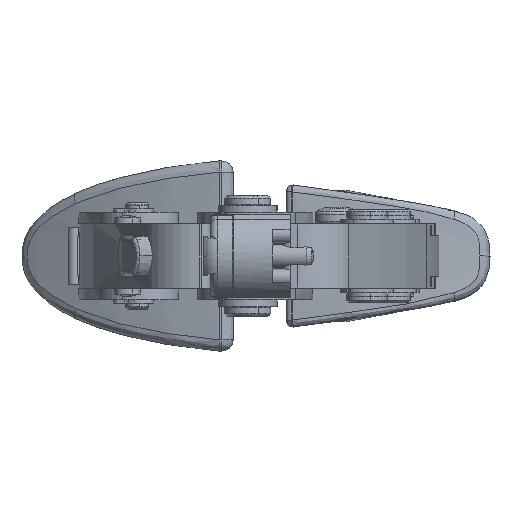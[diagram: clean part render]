
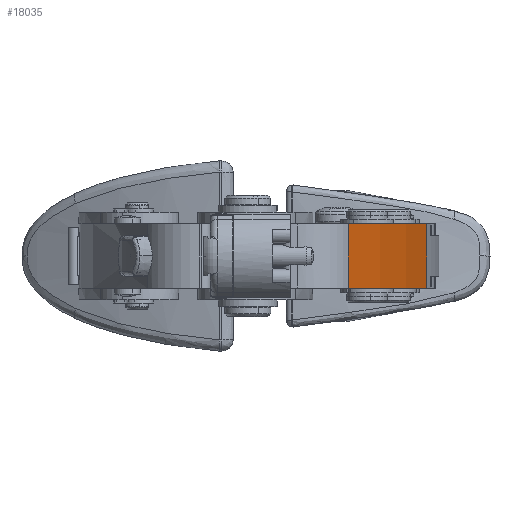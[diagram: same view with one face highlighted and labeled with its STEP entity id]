
A CAD part, left-side view. The second image highlights one B-rep face of the part: STEP entity #18035.
In plain terms, the highlighted cylindrical face has radius 136.613 mm (diameter 273.227 mm), a partial arc.
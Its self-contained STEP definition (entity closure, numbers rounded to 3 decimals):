
#17686=AXIS2_PLACEMENT_3D('Circle Axis2P3D',#17684,#17685,$) ;
#18015=AXIS2_PLACEMENT_3D('Cylinder Axis2P3D',#18012,#18013,#18014) ;
#18026=AXIS2_PLACEMENT_3D('Circle Axis2P3D',#18024,#18025,$) ;
#17681=CARTESIAN_POINT('Vertex',(7.397,24.571,22.06)) ;
#17684=CARTESIAN_POINT('Axis2P3D Location',(75.465,143.02,22.06)) ;
#17688=CARTESIAN_POINT('Vertex',(40.641,10.92,22.06)) ;
#17981=CARTESIAN_POINT('Line Origine',(40.641,10.92,16.51)) ;
#17985=CARTESIAN_POINT('Vertex',(40.641,10.92,10.96)) ;
#18012=CARTESIAN_POINT('Axis2P3D Location',(75.465,143.02,21.06)) ;
#18017=CARTESIAN_POINT('Line Origine',(7.397,24.571,21.06)) ;
#18021=CARTESIAN_POINT('Vertex',(7.397,24.571,10.96)) ;
#18024=CARTESIAN_POINT('Axis2P3D Location',(75.465,143.02,10.96)) ;
#17685=DIRECTION('Axis2P3D Direction',(0.,0.,-1.)) ;
#17982=DIRECTION('Vector Direction',(0.,0.,1.)) ;
#18013=DIRECTION('Axis2P3D Direction',(0.,0.,-1.)) ;
#18014=DIRECTION('Axis2P3D XDirection',(-0.239,-0.971,0.)) ;
#18018=DIRECTION('Vector Direction',(0.,0.,-1.)) ;
#18025=DIRECTION('Axis2P3D Direction',(0.,0.,-1.)) ;
#17983=VECTOR('Line Direction',#17982,1.) ;
#18019=VECTOR('Line Direction',#18018,1.) ;
#18030=ORIENTED_EDGE('',*,*,#17987,.F.) ;
#18031=ORIENTED_EDGE('',*,*,#17690,.T.) ;
#18032=ORIENTED_EDGE('',*,*,#18023,.T.) ;
#18033=ORIENTED_EDGE('',*,*,#18028,.F.) ;
#18035=ADVANCED_FACE('Hauptk\X2\00F6\X0\rper',(#18034),#18016,.T.) ;
#17687=CIRCLE('generated circle',#17686,136.614) ;
#18027=CIRCLE('generated circle',#18026,136.614) ;
#18016=CYLINDRICAL_SURFACE('generated cylinder',#18015,136.614) ;
#17690=EDGE_CURVE('',#17689,#17682,#17687,.T.) ;
#17987=EDGE_CURVE('',#17689,#17986,#17984,.F.) ;
#18023=EDGE_CURVE('',#17682,#18022,#18020,.T.) ;
#18028=EDGE_CURVE('',#17986,#18022,#18027,.T.) ;
#18029=EDGE_LOOP('',(#18030,#18031,#18032,#18033)) ;
#18034=FACE_OUTER_BOUND('',#18029,.T.) ;
#17984=LINE('Line',#17981,#17983) ;
#18020=LINE('Line',#18017,#18019) ;
#17682=VERTEX_POINT('',#17681) ;
#17689=VERTEX_POINT('',#17688) ;
#17986=VERTEX_POINT('',#17985) ;
#18022=VERTEX_POINT('',#18021) ;
